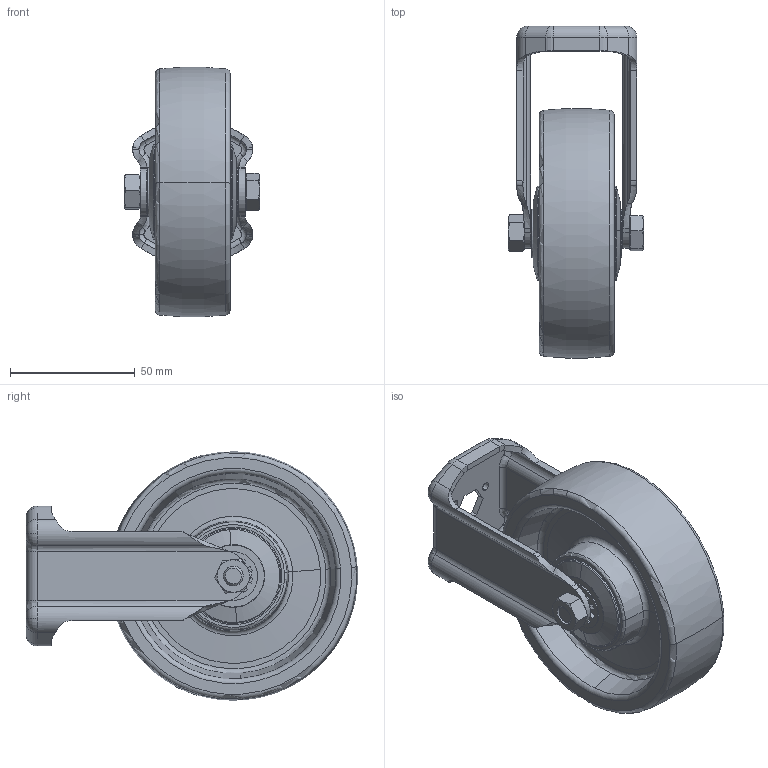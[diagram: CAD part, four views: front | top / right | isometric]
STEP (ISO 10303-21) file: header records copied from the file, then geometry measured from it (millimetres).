
FILE_DESCRIPTION (( 'STEP AP214' ), '1' );
FILE_NAME ('Accessories for aluminium profiles098F100AN.step', '2016-10-19T19:31:58', ( '' ), ( '' ), 'SwSTEP 2.0', 'SolidWorks 2016', '' );
FILE_SCHEMA (( 'AUTOMOTIVE_DESIGN' ));
Length unit declared in the file: millimetre
Products named in the file (5): 4DIN931M08048MS01; Accessories for aluminium profiles098F100AN; POA_100_8K_105437-214_selction no pls; 098FR.u.Tab_098F100; 4DIN934M08M
Assembly tree (4 placements, depth 2):
  Accessories for aluminium profiles098F100AN
    4DIN931M08048MS01
    4DIN934M08M
    098FR.u.Tab_098F100
    POA_100_8K_105437-214_selction no pls
Bounding box: 54.2 x 132.93 x 99.85 mm (x, y, z)
Volume: 168818.2 mm3; surface area: 55034.7 mm2
Topology: 4 solids, 4 shells, 892 faces, 2361 edges, 1534 vertices
Faces by surface type: plane 412, bspline 250, cylinder 94, cone 88, torus 48
Entity records: 51306 total; most frequent: CARTESIAN_POINT 26048, ORIENTED_EDGE 4722, DIRECTION 3242, EDGE_CURVE 2361, VERTEX_POINT 1534, VECTOR 1194, LINE 1194, AXIS2_PLACEMENT_3D 1024
